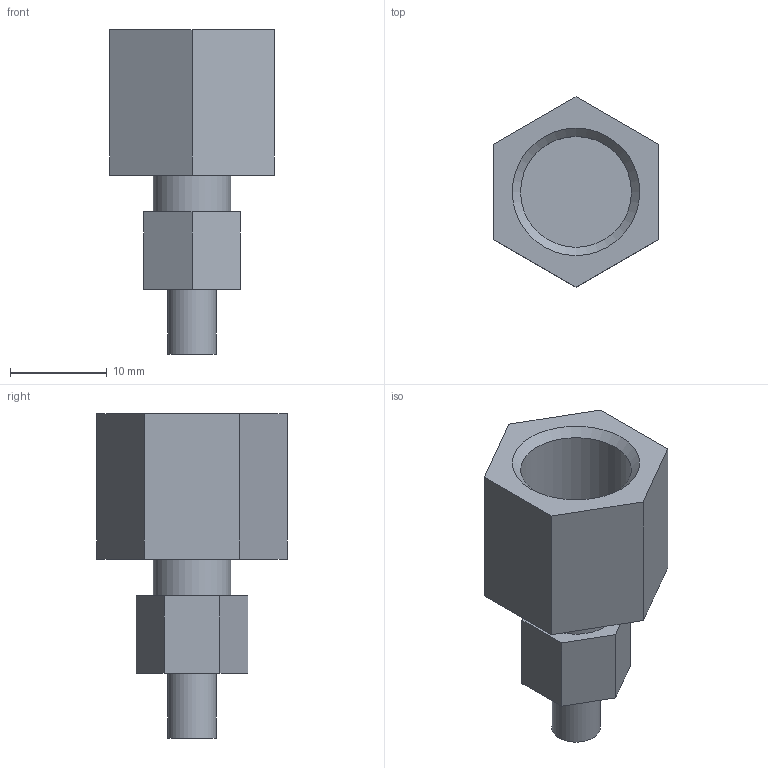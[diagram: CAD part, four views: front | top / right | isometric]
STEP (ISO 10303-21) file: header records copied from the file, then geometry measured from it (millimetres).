
FILE_DESCRIPTION( ( 'STEP AP214' ), ' ' );
FILE_NAME( 'KFF04-02.stp', '2016-08-12T12:07:33', ( '' ), ( '' ), ' ', 'PARTsolutions', ' ' );
FILE_SCHEMA( ( 'AUTOMOTIVE_DESIGN { 1 0 10303 214 1 1 1 1 }' ) );
Length unit declared in the file: millimetre
Products named in the file (1): _KFF04-02
Bounding box: 17 x 19.63 x 33.5 mm (x, y, z)
Volume: 3583.7 mm3; surface area: 2453.7 mm2
Topology: 1 solids, 1 shells, 24 faces, 51 edges, 34 vertices
Faces by surface type: plane 19, cylinder 4, cone 1
Full cylindrical faces by diameter (mm): 4 x1, 5 x1, 8 x1, 11.445 x1
Entity records: 818 total; most frequent: DIRECTION 104, CARTESIAN_POINT 103, ORIENTED_EDGE 90, EDGE_CURVE 45, LINE 36, VECTOR 36, AXIS2_PLACEMENT_3D 34, EDGE_LOOP 34
